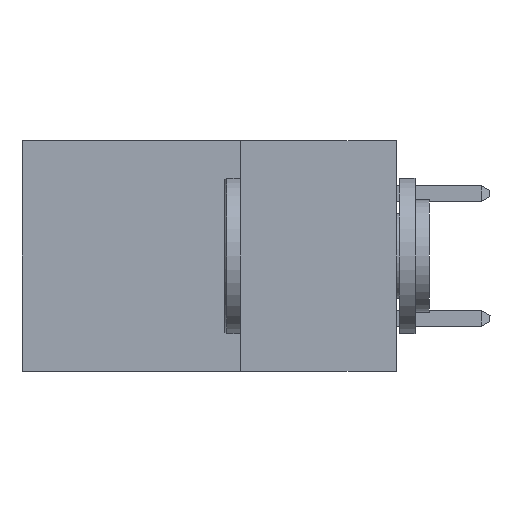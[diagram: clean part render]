
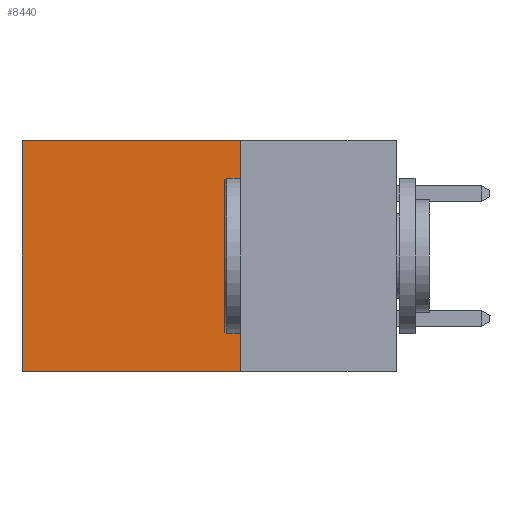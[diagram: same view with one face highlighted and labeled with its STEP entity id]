
A CAD part, left-side view. The second image highlights one B-rep face of the part: STEP entity #8440.
In plain terms, the highlighted planar face has unit normal (-1, 0, 0).
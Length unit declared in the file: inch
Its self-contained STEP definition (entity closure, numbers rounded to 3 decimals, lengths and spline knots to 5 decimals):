
#32 = CARTESIAN_POINT ( 'NONE',  ( 0.298, 0.25, 0. ) ) ;
#719 = DIRECTION ( 'NONE',  ( 1., 0., 0. ) ) ;
#995 = EDGE_LOOP ( 'NONE', ( #3201, #10172, #6266, #13717 ) ) ;
#1001 = AXIS2_PLACEMENT_3D ( 'NONE', #1766, #719, #10358 ) ;
#1224 = CARTESIAN_POINT ( 'NONE',  ( 0.298, 0.6, -0.37 ) ) ;
#1766 = CARTESIAN_POINT ( 'NONE',  ( 0.298, 0.25, 0. ) ) ;
#1928 = EDGE_CURVE ( 'NONE', #2868, #10676, #6716, .T. ) ;
#2300 = EDGE_CURVE ( 'NONE', #5859, #7066, #5208, .T. ) ;
#2468 = CARTESIAN_POINT ( 'NONE',  ( 0.298, 0.25, 0. ) ) ;
#2868 = VERTEX_POINT ( 'NONE', #2468 ) ;
#3201 = ORIENTED_EDGE ( 'NONE', *, *, #2300, .T. ) ;
#3945 = DIRECTION ( 'NONE',  ( 0., 1., 0. ) ) ;
#4422 = CARTESIAN_POINT ( 'NONE',  ( 0.298, 0.25, 0. ) ) ;
#4711 = LINE ( 'NONE', #10794, #10595 ) ;
#4715 = VECTOR ( 'NONE', #8178, 39.37008 ) ;
#4955 = CARTESIAN_POINT ( 'NONE',  ( 0.298, 0.6, 0. ) ) ;
#4974 = LINE ( 'NONE', #32, #13212 ) ;
#5208 = LINE ( 'NONE', #11419, #4715 ) ;
#5227 = DIRECTION ( 'NONE',  ( 0., 1., 0. ) ) ;
#5478 = EDGE_CURVE ( 'NONE', #2868, #5859, #4974, .T. ) ;
#5859 = VERTEX_POINT ( 'NONE', #4955 ) ;
#6266 = ORIENTED_EDGE ( 'NONE', *, *, #1928, .F. ) ;
#6592 = DIRECTION ( 'NONE',  ( 0., 0., -1. ) ) ;
#6716 = LINE ( 'NONE', #4422, #10290 ) ;
#7066 = VERTEX_POINT ( 'NONE', #1224 ) ;
#7984 = EDGE_CURVE ( 'NONE', #10676, #7066, #4711, .T. ) ;
#8178 = DIRECTION ( 'NONE',  ( 0., 0., -1. ) ) ;
#8323 = PLANE ( 'NONE',  #1001 ) ;
#8440 = ADVANCED_FACE ( 'NONE', ( #10097 ), #8323, .F. ) ;
#10097 = FACE_OUTER_BOUND ( 'NONE', #995, .T. ) ;
#10172 = ORIENTED_EDGE ( 'NONE', *, *, #7984, .F. ) ;
#10290 = VECTOR ( 'NONE', #6592, 39.37008 ) ;
#10358 = DIRECTION ( 'NONE',  ( 0., 0., -1. ) ) ;
#10595 = VECTOR ( 'NONE', #3945, 39.37008 ) ;
#10676 = VERTEX_POINT ( 'NONE', #13353 ) ;
#10794 = CARTESIAN_POINT ( 'NONE',  ( 0.298, 0.25, -0.37 ) ) ;
#11419 = CARTESIAN_POINT ( 'NONE',  ( 0.298, 0.6, 0. ) ) ;
#13212 = VECTOR ( 'NONE', #5227, 39.37008 ) ;
#13353 = CARTESIAN_POINT ( 'NONE',  ( 0.298, 0.25, -0.37 ) ) ;
#13717 = ORIENTED_EDGE ( 'NONE', *, *, #5478, .T. ) ;
